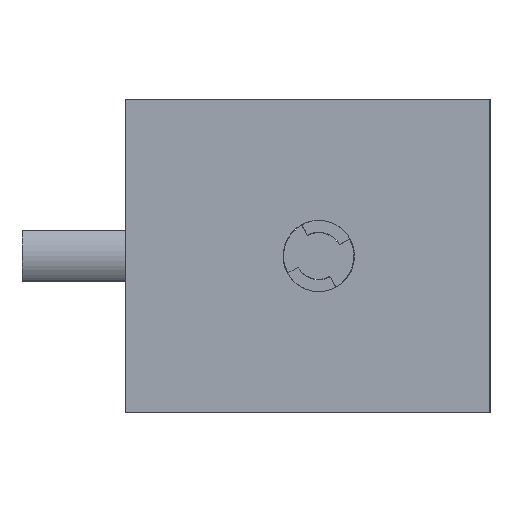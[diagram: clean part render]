
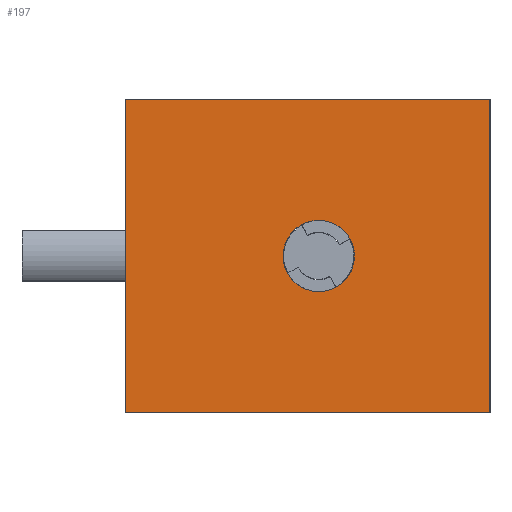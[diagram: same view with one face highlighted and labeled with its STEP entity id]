
A CAD part, left-side view. The second image highlights one B-rep face of the part: STEP entity #197.
In plain terms, the highlighted free-form (B-spline) face has degree [1, 1] with [2, 2] control points.
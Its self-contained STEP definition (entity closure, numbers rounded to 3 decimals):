
#118 = VERTEX_POINT('',#119);
#119 = CARTESIAN_POINT('',(-51.05,0.,
    9.204));
#137 = VERTEX_POINT('',#138);
#138 = CARTESIAN_POINT('',(-51.05,0.,
    -9.204));
#143 = EDGE_CURVE('',#137,#118,#144,.T.);
#144 = ( BOUNDED_CURVE() B_SPLINE_CURVE(2,(#145,#146,#147,#148,#149),
.UNSPECIFIED.,.F.,.F.) B_SPLINE_CURVE_WITH_KNOTS((3,2,3),(3.142,
4.712,6.283),.PIECEWISE_BEZIER_KNOTS.) CURVE() 
GEOMETRIC_REPRESENTATION_ITEM() RATIONAL_B_SPLINE_CURVE((1.,
0.707,1.,0.707,1.)) REPRESENTATION_ITEM('') );
#145 = CARTESIAN_POINT('',(-51.05,0.,
    -9.204));
#146 = CARTESIAN_POINT('',(-51.05,9.204,
    -9.204));
#147 = CARTESIAN_POINT('',(-51.05,9.204,
    0.));
#148 = CARTESIAN_POINT('',(-51.05,9.204,9.204
    ));
#149 = CARTESIAN_POINT('',(-51.05,0.,
    9.204));
#168 = VERTEX_POINT('',#169);
#169 = CARTESIAN_POINT('',(-51.05,-44.178,
    40.497));
#174 = EDGE_CURVE('',#175,#168,#177,.T.);
#175 = VERTEX_POINT('',#176);
#176 = CARTESIAN_POINT('',(-51.05,-44.178,
    -40.497));
#177 = B_SPLINE_CURVE_WITH_KNOTS('',1,(#178,#179),.UNSPECIFIED.,.F.,.F.,
  (2,2),(-0.,66.),.PIECEWISE_BEZIER_KNOTS.);
#178 = CARTESIAN_POINT('',(-51.05,-44.178,
    -40.497));
#179 = CARTESIAN_POINT('',(-51.05,-44.178,
    40.497));
#197 = ADVANCED_FACE('',(#198,#209),#231,.F.);
#198 = FACE_BOUND('',#199,.T.);
#199 = EDGE_LOOP('',(#200,#208));
#200 = ORIENTED_EDGE('',*,*,#201,.T.);
#201 = EDGE_CURVE('',#118,#137,#202,.T.);
#202 = ( BOUNDED_CURVE() B_SPLINE_CURVE(2,(#203,#204,#205,#206,#207),
.UNSPECIFIED.,.F.,.F.) B_SPLINE_CURVE_WITH_KNOTS((3,2,3),(0.,
1.571,3.142),.PIECEWISE_BEZIER_KNOTS.) CURVE() 
GEOMETRIC_REPRESENTATION_ITEM() RATIONAL_B_SPLINE_CURVE((1.,
0.707,1.,0.707,1.)) REPRESENTATION_ITEM('') );
#203 = CARTESIAN_POINT('',(-51.05,0.,
    9.204));
#204 = CARTESIAN_POINT('',(-51.05,-9.204,
    9.204));
#205 = CARTESIAN_POINT('',(-51.05,-9.204,
    0.));
#206 = CARTESIAN_POINT('',(-51.05,-9.204,
    -9.204));
#207 = CARTESIAN_POINT('',(-51.05,0.,
    -9.204));
#208 = ORIENTED_EDGE('',*,*,#143,.T.);
#209 = FACE_BOUND('',#210,.T.);
#210 = EDGE_LOOP('',(#211,#218,#225,#230));
#211 = ORIENTED_EDGE('',*,*,#212,.T.);
#212 = EDGE_CURVE('',#168,#213,#215,.T.);
#213 = VERTEX_POINT('',#214);
#214 = CARTESIAN_POINT('',(-51.05,49.823,
    40.497));
#215 = B_SPLINE_CURVE_WITH_KNOTS('',1,(#216,#217),.UNSPECIFIED.,.F.,.F.,
  (2,2),(0.,76.6),.PIECEWISE_BEZIER_KNOTS.);
#216 = CARTESIAN_POINT('',(-51.05,-44.178,
    40.497));
#217 = CARTESIAN_POINT('',(-51.05,49.823,
    40.497));
#218 = ORIENTED_EDGE('',*,*,#219,.F.);
#219 = EDGE_CURVE('',#220,#213,#222,.T.);
#220 = VERTEX_POINT('',#221);
#221 = CARTESIAN_POINT('',(-51.05,49.823,
    -40.497));
#222 = B_SPLINE_CURVE_WITH_KNOTS('',1,(#223,#224),.UNSPECIFIED.,.F.,.F.,
  (2,2),(-0.,66.),.PIECEWISE_BEZIER_KNOTS.);
#223 = CARTESIAN_POINT('',(-51.05,49.823,
    -40.497));
#224 = CARTESIAN_POINT('',(-51.05,49.823,
    40.497));
#225 = ORIENTED_EDGE('',*,*,#226,.F.);
#226 = EDGE_CURVE('',#175,#220,#227,.T.);
#227 = B_SPLINE_CURVE_WITH_KNOTS('',1,(#228,#229),.UNSPECIFIED.,.F.,.F.,
  (2,2),(0.,76.6),.PIECEWISE_BEZIER_KNOTS.);
#228 = CARTESIAN_POINT('',(-51.05,-44.178,
    -40.497));
#229 = CARTESIAN_POINT('',(-51.05,49.823,
    -40.497));
#230 = ORIENTED_EDGE('',*,*,#174,.T.);
#231 = B_SPLINE_SURFACE_WITH_KNOTS('',1,1,(
    (#232,#233)
    ,(#234,#235
    )),.UNSPECIFIED.,.F.,.F.,.F.,(2,2),(2,2),(-76.6,0.),(-66.,0.),
  .PIECEWISE_BEZIER_KNOTS.);
#232 = CARTESIAN_POINT('',(-51.05,49.823,
    40.497));
#233 = CARTESIAN_POINT('',(-51.05,49.823,
    -40.497));
#234 = CARTESIAN_POINT('',(-51.05,-44.178,
    40.497));
#235 = CARTESIAN_POINT('',(-51.05,-44.178,
    -40.497));
